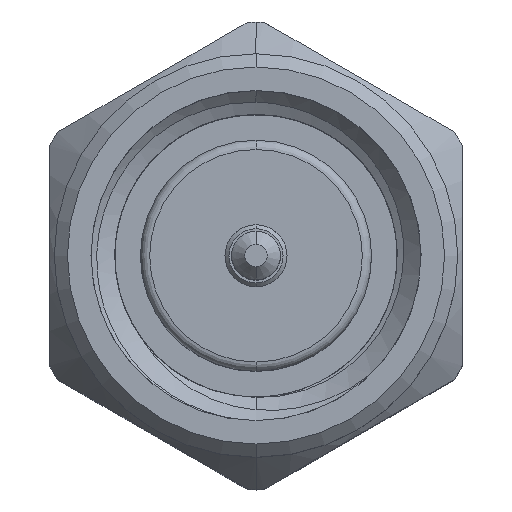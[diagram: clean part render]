
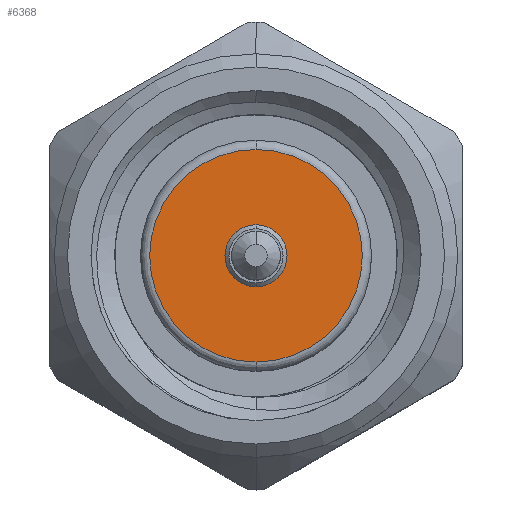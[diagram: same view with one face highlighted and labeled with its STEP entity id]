
A CAD part, top view. The second image highlights one B-rep face of the part: STEP entity #6368.
In plain terms, the highlighted face is planar.
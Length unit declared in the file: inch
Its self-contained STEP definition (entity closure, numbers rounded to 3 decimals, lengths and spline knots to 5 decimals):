
#224 = CARTESIAN_POINT ( 'NONE',  ( 0.1, 0., 0. ) ) ;
#768 = EDGE_LOOP ( 'NONE', ( #7850, #6384 ) ) ;
#834 = EDGE_LOOP ( 'NONE', ( #7428, #3923 ) ) ;
#838 = EDGE_CURVE ( 'NONE', #3150, #8277, #7191, .T. ) ;
#1047 = DIRECTION ( 'NONE',  ( 0., 0., 1. ) ) ;
#1561 = FACE_OUTER_BOUND ( 'NONE', #768, .T. ) ;
#1624 = CIRCLE ( 'NONE', #7158, 0.0805 ) ;
#1659 = DIRECTION ( 'NONE',  ( -1., 0., 0. ) ) ;
#1693 = DIRECTION ( 'NONE',  ( 1., 0., 0. ) ) ;
#1748 = VERTEX_POINT ( 'NONE', #4159 ) ;
#2349 = DIRECTION ( 'NONE',  ( -1., 0., 0. ) ) ;
#2562 = CIRCLE ( 'NONE', #6433, 0.0235 ) ;
#3148 = AXIS2_PLACEMENT_3D ( 'NONE', #5054, #1693, #6392 ) ;
#3150 = VERTEX_POINT ( 'NONE', #7797 ) ;
#3187 = CARTESIAN_POINT ( 'NONE',  ( 0.1, 0., 0.0235 ) ) ;
#3390 = CIRCLE ( 'NONE', #3803, 0.0805 ) ;
#3803 = AXIS2_PLACEMENT_3D ( 'NONE', #4323, #4287, #6269 ) ;
#3923 = ORIENTED_EDGE ( 'NONE', *, *, #838, .F. ) ;
#3984 = EDGE_CURVE ( 'NONE', #8277, #3150, #2562, .T. ) ;
#4036 = EDGE_CURVE ( 'NONE', #7121, #1748, #3390, .T. ) ;
#4159 = CARTESIAN_POINT ( 'NONE',  ( 0.1, 0., 0.0805 ) ) ;
#4287 = DIRECTION ( 'NONE',  ( -1., 0., 0. ) ) ;
#4323 = CARTESIAN_POINT ( 'NONE',  ( 0.1, 0., 0. ) ) ;
#4936 = CARTESIAN_POINT ( 'NONE',  ( 0.1, 0., 0. ) ) ;
#5054 = CARTESIAN_POINT ( 'NONE',  ( 0.1, 0., 0. ) ) ;
#5153 = DIRECTION ( 'NONE',  ( 0., 0., -1. ) ) ;
#5565 = AXIS2_PLACEMENT_3D ( 'NONE', #224, #2349, #6126 ) ;
#6048 = FACE_BOUND ( 'NONE', #834, .T. ) ;
#6126 = DIRECTION ( 'NONE',  ( 0., 0., 1. ) ) ;
#6269 = DIRECTION ( 'NONE',  ( 0., 0., -1. ) ) ;
#6368 = ADVANCED_FACE ( 'NONE', ( #6048, #1561 ), #7621, .F. ) ;
#6384 = ORIENTED_EDGE ( 'NONE', *, *, #8168, .T. ) ;
#6392 = DIRECTION ( 'NONE',  ( 0., 0., -1. ) ) ;
#6433 = AXIS2_PLACEMENT_3D ( 'NONE', #4936, #1659, #1047 ) ;
#7121 = VERTEX_POINT ( 'NONE', #8370 ) ;
#7158 = AXIS2_PLACEMENT_3D ( 'NONE', #8422, #8285, #5153 ) ;
#7191 = CIRCLE ( 'NONE', #5565, 0.0235 ) ;
#7428 = ORIENTED_EDGE ( 'NONE', *, *, #3984, .F. ) ;
#7621 = PLANE ( 'NONE',  #3148 ) ;
#7797 = CARTESIAN_POINT ( 'NONE',  ( 0.1, 0., -0.0235 ) ) ;
#7850 = ORIENTED_EDGE ( 'NONE', *, *, #4036, .T. ) ;
#8168 = EDGE_CURVE ( 'NONE', #1748, #7121, #1624, .T. ) ;
#8277 = VERTEX_POINT ( 'NONE', #3187 ) ;
#8285 = DIRECTION ( 'NONE',  ( -1., 0., 0. ) ) ;
#8370 = CARTESIAN_POINT ( 'NONE',  ( 0.1, 0., -0.0805 ) ) ;
#8422 = CARTESIAN_POINT ( 'NONE',  ( 0.1, 0., 0. ) ) ;
